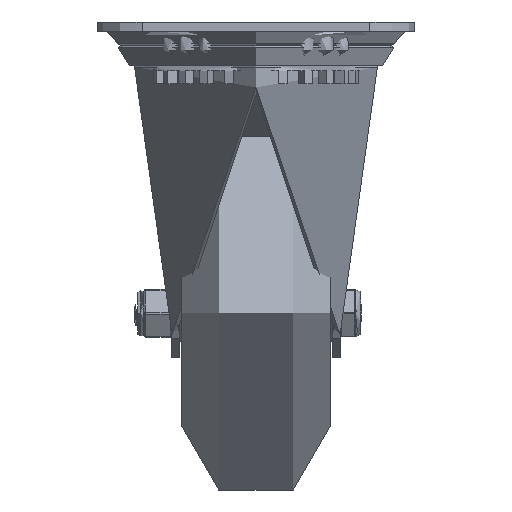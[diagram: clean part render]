
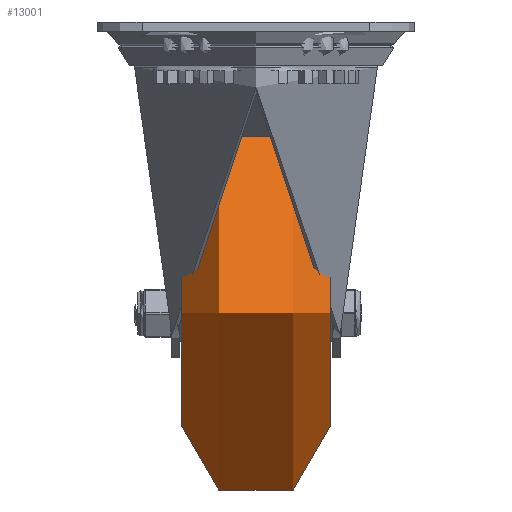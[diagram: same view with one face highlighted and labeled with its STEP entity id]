
A CAD part, left-side view. The second image highlights one B-rep face of the part: STEP entity #13001.
In plain terms, the highlighted toroidal (fillet/blend) face has major radius 30 mm and minor radius 20 mm.
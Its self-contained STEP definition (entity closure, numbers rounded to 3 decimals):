
#3721=FACE_OUTER_BOUND('',#4491,.T.);
#4491=EDGE_LOOP('',(#9096,#9097,#9098,#9099));
#5373=CIRCLE('',#14004,30.);
#5374=CIRCLE('',#14005,20.);
#5375=CIRCLE('',#14006,30.);
#5891=VERTEX_POINT('',#18879);
#5892=VERTEX_POINT('',#18881);
#7152=EDGE_CURVE('',#5891,#5891,#5373,.T.);
#7153=EDGE_CURVE('',#5891,#5892,#5374,.T.);
#7154=EDGE_CURVE('',#5892,#5892,#5375,.T.);
#9096=ORIENTED_EDGE('',*,*,#7152,.T.);
#9097=ORIENTED_EDGE('',*,*,#7153,.T.);
#9098=ORIENTED_EDGE('',*,*,#7154,.T.);
#9099=ORIENTED_EDGE('',*,*,#7153,.F.);
#12984=TOROIDAL_SURFACE('',#14003,30.,20.);
#13001=ADVANCED_FACE('',(#3721),#12984,.T.);
#14003=AXIS2_PLACEMENT_3D('',#18878,#15296,#15297);
#14004=AXIS2_PLACEMENT_3D('',#18880,#15298,#15299);
#14005=AXIS2_PLACEMENT_3D('',#18882,#15300,#15301);
#14006=AXIS2_PLACEMENT_3D('',#18883,#15302,#15303);
#15296=DIRECTION('center_axis',(0.,1.,0.));
#15297=DIRECTION('ref_axis',(0.,0.,
-1.));
#15298=DIRECTION('center_axis',(0.,-1.,0.));
#15299=DIRECTION('ref_axis',(0.,0.,
-1.));
#15300=DIRECTION('center_axis',(1.,0.,0.));
#15301=DIRECTION('ref_axis',(0.,0.,
1.));
#15302=DIRECTION('center_axis',(0.,1.,0.));
#15303=DIRECTION('ref_axis',(0.,0.,
-1.));
#18878=CARTESIAN_POINT('Origin',(0.,0.,
0.));
#18879=CARTESIAN_POINT('',(0.,20.,30.));
#18880=CARTESIAN_POINT('Origin',(0.,20.,0.));
#18881=CARTESIAN_POINT('',(0.,-20.,30.));
#18882=CARTESIAN_POINT('Origin',(0.,0.,
30.));
#18883=CARTESIAN_POINT('Origin',(0.,-20.,
0.));
